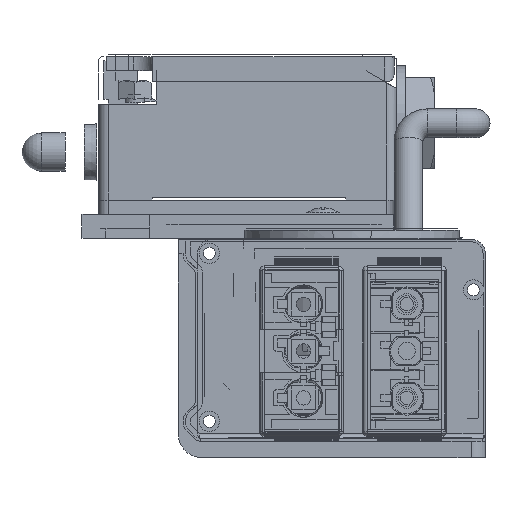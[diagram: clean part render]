
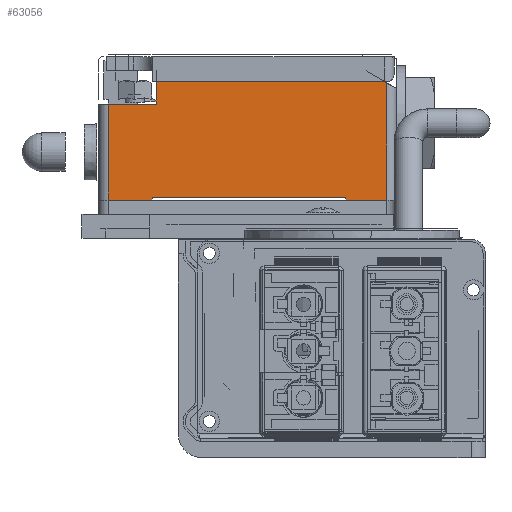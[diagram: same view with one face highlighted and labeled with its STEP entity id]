
A CAD part, front view. The second image highlights one B-rep face of the part: STEP entity #63056.
In plain terms, the highlighted planar face has unit normal (0, -1, 0).
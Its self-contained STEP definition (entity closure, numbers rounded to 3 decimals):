
#3836=PLANE('',#66966);
#6423=FACE_OUTER_BOUND('',#9410,.T.);
#9410=EDGE_LOOP('',(#59140,#59141,#59142,#59143,#59144,#59145,#59146,#59147,
#59148,#59149,#59150));
#18172=LINE('',#108740,#25945);
#18178=LINE('',#108754,#25951);
#18184=LINE('',#108765,#25957);
#18185=LINE('',#108767,#25958);
#18186=LINE('',#108769,#25959);
#18187=LINE('',#108771,#25960);
#18188=LINE('',#108773,#25961);
#18189=LINE('',#108775,#25962);
#18190=LINE('',#108777,#25963);
#18191=LINE('',#108779,#25964);
#18192=LINE('',#108780,#25965);
#25945=VECTOR('',#81795,0.58);
#25951=VECTOR('',#81805,4.7);
#25957=VECTOR('',#81813,47.498);
#25958=VECTOR('',#81814,10.);
#25959=VECTOR('',#81815,20.);
#25960=VECTOR('',#81816,9.1);
#25961=VECTOR('',#81817,0.5);
#25962=VECTOR('',#81818,40.4);
#25963=VECTOR('',#81819,0.5);
#25964=VECTOR('',#81820,8.5);
#25965=VECTOR('',#81821,24.41);
#33148=VERTEX_POINT('',#108737);
#33149=VERTEX_POINT('',#108739);
#33154=VERTEX_POINT('',#108751);
#33155=VERTEX_POINT('',#108753);
#33160=VERTEX_POINT('',#108766);
#33161=VERTEX_POINT('',#108768);
#33162=VERTEX_POINT('',#108770);
#33163=VERTEX_POINT('',#108772);
#33164=VERTEX_POINT('',#108774);
#33165=VERTEX_POINT('',#108776);
#33166=VERTEX_POINT('',#108778);
#42893=EDGE_CURVE('',#33149,#33148,#18172,.T.);
#42900=EDGE_CURVE('',#33155,#33154,#18178,.T.);
#42906=EDGE_CURVE('',#33148,#33155,#18184,.T.);
#42907=EDGE_CURVE('',#33160,#33154,#18185,.T.);
#42908=EDGE_CURVE('',#33160,#33161,#18186,.T.);
#42909=EDGE_CURVE('',#33161,#33162,#18187,.T.);
#42910=EDGE_CURVE('',#33162,#33163,#18188,.T.);
#42911=EDGE_CURVE('',#33163,#33164,#18189,.T.);
#42912=EDGE_CURVE('',#33165,#33164,#18190,.T.);
#42913=EDGE_CURVE('',#33165,#33166,#18191,.T.);
#42914=EDGE_CURVE('',#33149,#33166,#18192,.T.);
#59140=ORIENTED_EDGE('',*,*,#42906,.T.);
#59141=ORIENTED_EDGE('',*,*,#42900,.T.);
#59142=ORIENTED_EDGE('',*,*,#42907,.F.);
#59143=ORIENTED_EDGE('',*,*,#42908,.T.);
#59144=ORIENTED_EDGE('',*,*,#42909,.T.);
#59145=ORIENTED_EDGE('',*,*,#42910,.T.);
#59146=ORIENTED_EDGE('',*,*,#42911,.T.);
#59147=ORIENTED_EDGE('',*,*,#42912,.F.);
#59148=ORIENTED_EDGE('',*,*,#42913,.T.);
#59149=ORIENTED_EDGE('',*,*,#42914,.F.);
#59150=ORIENTED_EDGE('',*,*,#42893,.T.);
#63056=ADVANCED_FACE('',(#6423),#3836,.T.);
#66966=AXIS2_PLACEMENT_3D('',#108764,#81811,#81812);
#81795=DIRECTION('',(-0.866,0.,0.5));
#81805=DIRECTION('',(0.,0.,-1.));
#81811=DIRECTION('center_axis',(0.,-1.,0.));
#81812=DIRECTION('ref_axis',(1.,0.,0.));
#81813=DIRECTION('',(-1.,0.,0.));
#81814=DIRECTION('',(1.,0.,0.));
#81815=DIRECTION('',(0.,0.,-1.));
#81816=DIRECTION('',(1.,0.,0.));
#81817=DIRECTION('',(0.,0.,1.));
#81818=DIRECTION('',(1.,0.,0.));
#81819=DIRECTION('',(0.,0.,1.));
#81820=DIRECTION('',(1.,0.,0.));
#81821=DIRECTION('',(0.,0.,-1.));
#108737=CARTESIAN_POINT('',(8.948,403.75,74.6));
#108739=CARTESIAN_POINT('',(9.45,403.75,74.31));
#108740=CARTESIAN_POINT('',(9.45,403.75,74.31));
#108751=CARTESIAN_POINT('',(-38.55,403.75,69.9));
#108753=CARTESIAN_POINT('',(-38.55,403.75,74.6));
#108754=CARTESIAN_POINT('',(-38.55,403.75,74.6));
#108764=CARTESIAN_POINT('Origin',(-50.55,403.75,49.9));
#108765=CARTESIAN_POINT('',(8.948,403.75,74.6));
#108766=CARTESIAN_POINT('',(-48.55,403.75,69.9));
#108767=CARTESIAN_POINT('',(-48.55,403.75,69.9));
#108768=CARTESIAN_POINT('',(-48.55,403.75,49.9));
#108769=CARTESIAN_POINT('',(-48.55,403.75,69.9));
#108770=CARTESIAN_POINT('',(-39.45,403.75,49.9));
#108771=CARTESIAN_POINT('',(-48.55,403.75,49.9));
#108772=CARTESIAN_POINT('',(-39.45,403.75,50.4));
#108773=CARTESIAN_POINT('',(-39.45,403.75,49.9));
#108774=CARTESIAN_POINT('',(0.95,403.75,50.4));
#108775=CARTESIAN_POINT('',(-39.45,403.75,50.4));
#108776=CARTESIAN_POINT('',(0.95,403.75,49.9));
#108777=CARTESIAN_POINT('',(0.95,403.75,49.9));
#108778=CARTESIAN_POINT('',(9.45,403.75,49.9));
#108779=CARTESIAN_POINT('',(0.95,403.75,49.9));
#108780=CARTESIAN_POINT('',(9.45,403.75,74.31));
